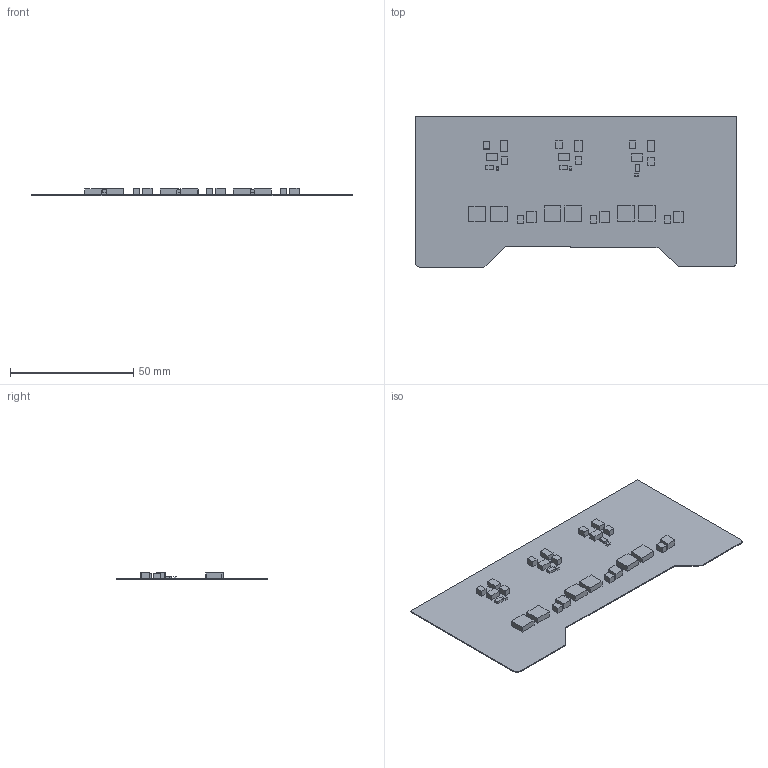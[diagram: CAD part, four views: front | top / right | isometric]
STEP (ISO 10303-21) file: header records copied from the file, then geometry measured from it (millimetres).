
FILE_DESCRIPTION(('Open CASCADE Model'),'2;1');
FILE_NAME('Open CASCADE Shape Model','2019-03-20T11:54:31',('Author'),( 'Open CASCADE'),'Open CASCADE STEP processor 6.8','Open CASCADE 6.8' ,'Unknown');
FILE_SCHEMA(('AUTOMOTIVE_DESIGN { 1 0 10303 214 1 1 1 1 }'));
Length unit declared in the file: millimetre
Products named in the file (54): PCB; Board; Q6; 5858288704; Extruded; Q5; Q4; U3; 5858288896; U2; U1; 5858287936; R3; 5858289280; 5858289088; R2; R1; 5858288320; 5858288128; Q3; Q2; Q1; D9; 5858289664; D8; 5858289472; D7; 5858288512; D6; D5; D4; D3; D2; D1; C9; 5858289856; C8; C7; C6; C5 ...
Assembly tree (78 placements, depth 4):
  PCB
    Board
    Q6
      5858288704
        Extruded
    Q5
      5858288704
        Extruded
    Q4
      5858288704
        Extruded
    U3
      5858288896
        Extruded
    U2
      5858288896
        Extruded
    U1
      5858287936
        Extruded
    R3
      5858289280  x2
        Extruded
      5858289088
        Extruded
    R2
      5858289088
        Extruded
      5858289280  x2
        Extruded
    R1
      5858288320  x2
        Extruded
      5858288128
        Extruded
    Q3
      5858288704
        Extruded
    Q2
      5858288704
        Extruded
    Q1
      5858288704
        Extruded
    D9
      5858289664
        Extruded
    D8
      5858289472
        Extruded
    D7
      5858288512
        Extruded
    D6
      5858289664
        Extruded
    D5
      5858289472
        Extruded
    D4
Bounding box: 130.56 x 61.47 x 3.03 mm (x, y, z)
Volume: 4174 mm3; surface area: 16969.2 mm2
Topology: 37 solids, 37 shells, 229 faces, 465 edges, 310 vertices
Faces by surface type: plane 227, cylinder 2
Entity records: 3329 total; most frequent: DIRECTION 485, CARTESIAN_POINT 433, ORIENTED_EDGE 330, EDGE_CURVE 165, AXIS2_PLACEMENT_3D 162, LINE 161, VECTOR 161, PRODUCT_DEFINITION_SHAPE 132
